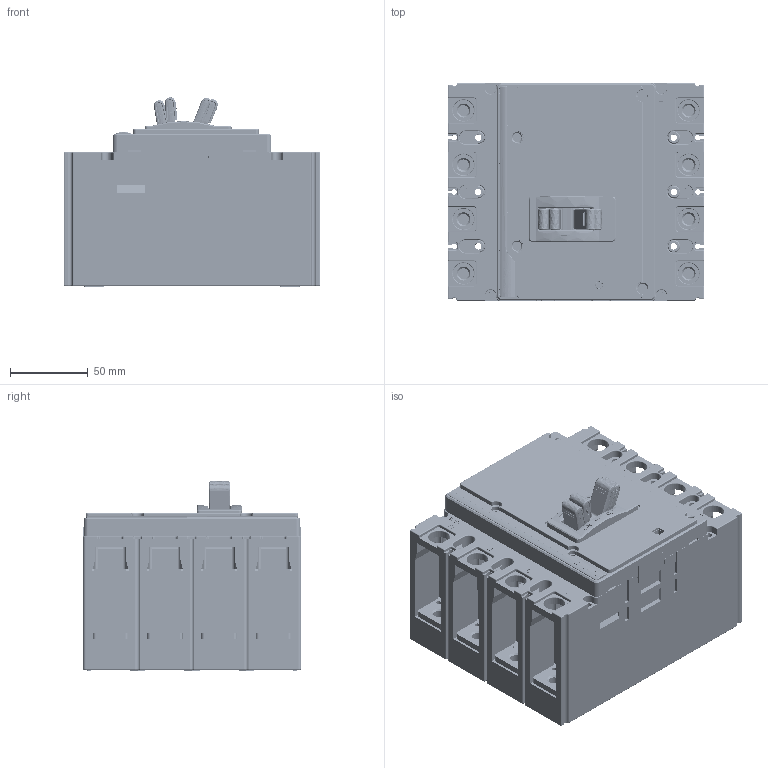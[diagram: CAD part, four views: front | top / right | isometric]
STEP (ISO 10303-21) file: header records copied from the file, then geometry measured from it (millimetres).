
FILE_DESCRIPTION(/* description */ (''),/* implementation_level */ '2;1');
FILE_NAME(/* name */ 'NXM-320(250)H-4P.stp',/* time_stamp */ '2017-04-14T13:23:32+08:00',/* author */ (''),/* organization */ (''),/* preprocessor_version */ 'ST-DEVELOPER v11',/* originating_system */ 'SIEMENS PLM Software NX 7.5',/* authorisation */ '');
FILE_SCHEMA (('CONFIG_CONTROL_DESIGN'));
Products named in the file (1): NXM-320(250)H-4P
Bounding box: 165 x 140 x 121.96 mm (x, y, z)
Volume: 1751552.8 mm3; surface area: 567147.7 mm2
Topology: 41 solids, 115 shells, 8937 faces, 24279 edges, 15444 vertices
Faces by surface type: plane 5147, cylinder 2084, extrusion 551, torus 467, sphere 305, bspline 220, cone 163
Full cylindrical faces by diameter (mm): 0.7 x2, 1.3 x3, 1.5 x17, 1.6 x2, 1.8 x3, 2 x18, 2.5 x3, 2.849 x3, 3 x18, 3.11 x3, 3.5 x10, 3.8 x11, 4 x31, 4.2 x6, 4.3 x6, 4.5 x11, 4.91 x12, 5 x1, 5.5 x4, 5.8 x2, 5.85 x3, 6.5 x7, 7 x24, 7.5 x14, 8 x3, 8.5 x10, 9 x4, 10 x8, 13 x16, 13.5 x14
Entity records: 339890 total; most frequent: CARTESIAN_POINT 122173, ORIENTED_EDGE 46176, DIRECTION 42111, EDGE_CURVE 23150, VECTOR 15625, VERTEX_POINT 15240, LINE 15074, AXIS2_PLACEMENT_3D 13243
